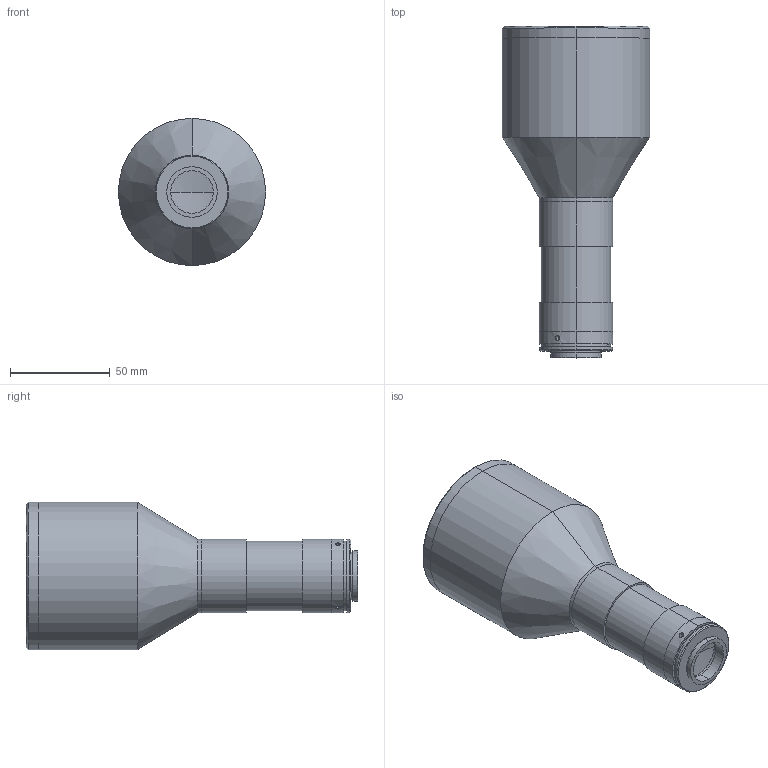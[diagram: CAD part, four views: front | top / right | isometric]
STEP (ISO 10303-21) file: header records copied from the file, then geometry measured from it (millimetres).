
FILE_DESCRIPTION (( 'STEP AP203' ), '1' );
FILE_NAME ('XF-5MDT023X200B-V5.1.STEP', '2023-12-20T08:29:19', ( '' ), ( '' ), 'SwSTEP 2.0', 'SolidWorks 2022', '' );
FILE_SCHEMA (( 'CONFIG_CONTROL_DESIGN' ));
Length unit declared in the file: millimetre
Products named in the file (1): XF-5MDT023X200B-V5.1
Bounding box: 74 x 166.76 x 74 mm (x, y, z)
Surface area: 40174 mm2 (no closed solid volume)
Topology: 0 solids, 11 shells, 76 faces, 184 edges, 124 vertices
Faces by surface type: cylinder 42, plane 22, cone 8, sphere 4
Entity records: 2531 total; most frequent: CARTESIAN_POINT 613, DIRECTION 432, ORIENTED_EDGE 316, EDGE_CURVE 184, AXIS2_PLACEMENT_3D 183, VERTEX_POINT 124, CIRCLE 106, EDGE_LOOP 93
